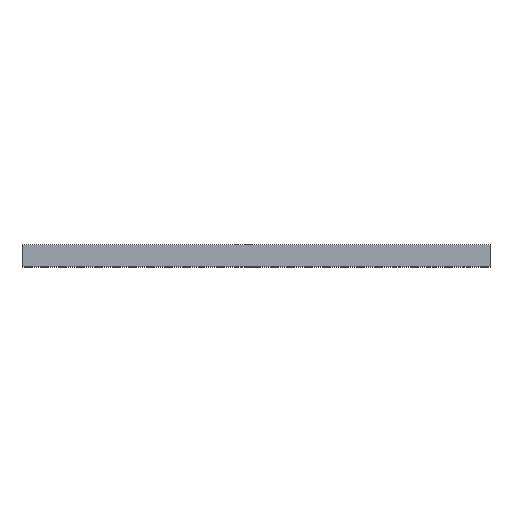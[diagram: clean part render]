
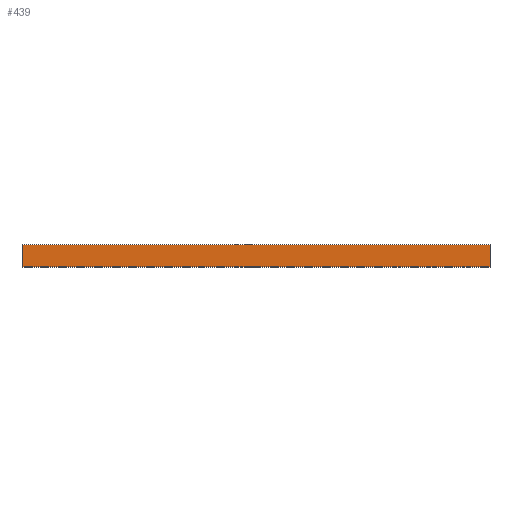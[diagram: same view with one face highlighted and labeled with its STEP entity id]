
A CAD part, top view. The second image highlights one B-rep face of the part: STEP entity #439.
In plain terms, the highlighted planar face has unit normal (0, 0, 1).
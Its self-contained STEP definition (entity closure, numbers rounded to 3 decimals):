
#20 = EDGE_CURVE ( 'NONE', #3443, #2677, #1012, .T. ) ;
#153 = VECTOR ( 'NONE', #2856, 1000. ) ;
#286 = CARTESIAN_POINT ( 'NONE',  ( 0., 0.8, -24.2 ) ) ;
#319 = EDGE_LOOP ( 'NONE', ( #2592, #1995, #3970, #2598 ) ) ;
#439 = ADVANCED_FACE ( 'NONE', ( #2054 ), #651, .T. ) ;
#583 = CARTESIAN_POINT ( 'NONE',  ( 2000., 0.81, -24.2 ) ) ;
#595 = DIRECTION ( 'NONE',  ( 0., 1., 0. ) ) ;
#651 = PLANE ( 'NONE',  #800 ) ;
#726 = LINE ( 'NONE', #1093, #2965 ) ;
#800 = AXIS2_PLACEMENT_3D ( 'NONE', #1306, #3514, #1626 ) ;
#931 = DIRECTION ( 'NONE',  ( 1., 0., 0. ) ) ;
#1012 = LINE ( 'NONE', #3120, #153 ) ;
#1093 = CARTESIAN_POINT ( 'NONE',  ( 2000., 95., -24.2 ) ) ;
#1296 = CARTESIAN_POINT ( 'NONE',  ( 0., 0.81, -24.2 ) ) ;
#1306 = CARTESIAN_POINT ( 'NONE',  ( 2000., 0., -24.2 ) ) ;
#1316 = VECTOR ( 'NONE', #931, 1000. ) ;
#1409 = DIRECTION ( 'NONE',  ( 1., 0., 0. ) ) ;
#1626 = DIRECTION ( 'NONE',  ( 1., 0., 0. ) ) ;
#1995 = ORIENTED_EDGE ( 'NONE', *, *, #4052, .F. ) ;
#2054 = FACE_OUTER_BOUND ( 'NONE', #319, .T. ) ;
#2289 = VECTOR ( 'NONE', #595, 1000. ) ;
#2321 = CARTESIAN_POINT ( 'NONE',  ( 2000., 95., -24.2 ) ) ;
#2592 = ORIENTED_EDGE ( 'NONE', *, *, #20, .F. ) ;
#2598 = ORIENTED_EDGE ( 'NONE', *, *, #3076, .T. ) ;
#2677 = VERTEX_POINT ( 'NONE', #583 ) ;
#2856 = DIRECTION ( 'NONE',  ( 0., -1., 0. ) ) ;
#2965 = VECTOR ( 'NONE', #1409, 1000. ) ;
#3076 = EDGE_CURVE ( 'NONE', #3859, #2677, #3921, .T. ) ;
#3120 = CARTESIAN_POINT ( 'NONE',  ( 2000., 0.81, -24.2 ) ) ;
#3158 = CARTESIAN_POINT ( 'NONE',  ( 2000., 0.81, -24.2 ) ) ;
#3308 = LINE ( 'NONE', #286, #2289 ) ;
#3443 = VERTEX_POINT ( 'NONE', #2321 ) ;
#3514 = DIRECTION ( 'NONE',  ( 0., 0., 1. ) ) ;
#3583 = VERTEX_POINT ( 'NONE', #3953 ) ;
#3765 = EDGE_CURVE ( 'NONE', #3859, #3583, #3308, .T. ) ;
#3859 = VERTEX_POINT ( 'NONE', #1296 ) ;
#3921 = LINE ( 'NONE', #3158, #1316 ) ;
#3953 = CARTESIAN_POINT ( 'NONE',  ( 0., 95., -24.2 ) ) ;
#3970 = ORIENTED_EDGE ( 'NONE', *, *, #3765, .F. ) ;
#4052 = EDGE_CURVE ( 'NONE', #3583, #3443, #726, .T. ) ;
